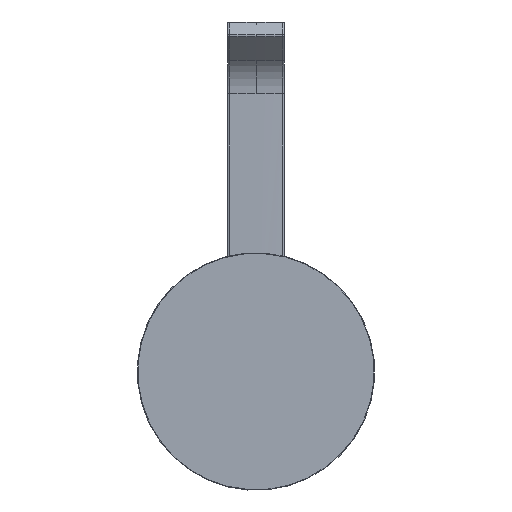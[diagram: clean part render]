
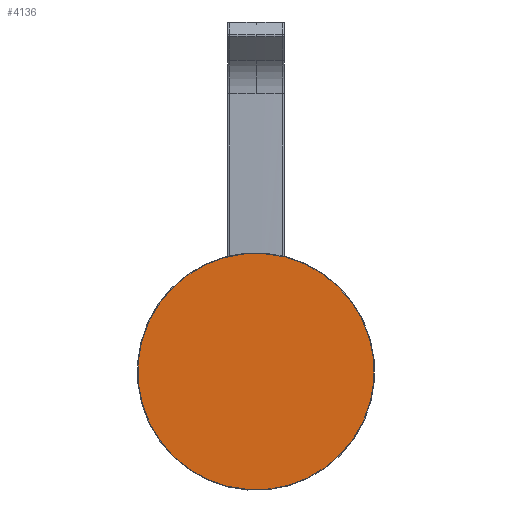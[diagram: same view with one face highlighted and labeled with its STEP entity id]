
A CAD part, front view. The second image highlights one B-rep face of the part: STEP entity #4136.
In plain terms, the highlighted planar face has unit normal (0, -1, 0).
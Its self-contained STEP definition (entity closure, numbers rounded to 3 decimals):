
#55 = AXIS2_PLACEMENT_3D ( 'NONE', #7130, #7176, #126 ) ;
#126 = DIRECTION ( 'NONE',  ( 0., 0., 1. ) ) ;
#180 = CARTESIAN_POINT ( 'NONE',  ( 0., 0., 0. ) ) ;
#624 = EDGE_LOOP ( 'NONE', ( #7282, #8777 ) ) ;
#846 = CARTESIAN_POINT ( 'NONE',  ( 0., 0., -67.2 ) ) ;
#896 = PLANE ( 'NONE',  #55 ) ;
#955 = EDGE_CURVE ( 'NONE', #6123, #3234, #9793, .T. ) ;
#1000 = DIRECTION ( 'NONE',  ( 0., 0., 1. ) ) ;
#1307 = AXIS2_PLACEMENT_3D ( 'NONE', #5408, #6987, #3730 ) ;
#1760 = EDGE_CURVE ( 'NONE', #3234, #6123, #3445, .T. ) ;
#3234 = VERTEX_POINT ( 'NONE', #846 ) ;
#3445 = CIRCLE ( 'NONE', #8834, 67.2 ) ;
#3730 = DIRECTION ( 'NONE',  ( 0., 0., 1. ) ) ;
#4136 = ADVANCED_FACE ( 'NONE', ( #7907 ), #896, .F. ) ;
#5408 = CARTESIAN_POINT ( 'NONE',  ( 0., 0., 0. ) ) ;
#6123 = VERTEX_POINT ( 'NONE', #6875 ) ;
#6875 = CARTESIAN_POINT ( 'NONE',  ( 0., 0., 67.2 ) ) ;
#6987 = DIRECTION ( 'NONE',  ( 0., -1., 0. ) ) ;
#7130 = CARTESIAN_POINT ( 'NONE',  ( 64.5, 0., 0. ) ) ;
#7176 = DIRECTION ( 'NONE',  ( 0., 1., 0. ) ) ;
#7282 = ORIENTED_EDGE ( 'NONE', *, *, #955, .T. ) ;
#7907 = FACE_OUTER_BOUND ( 'NONE', #624, .T. ) ;
#8167 = DIRECTION ( 'NONE',  ( 0., -1., 0. ) ) ;
#8777 = ORIENTED_EDGE ( 'NONE', *, *, #1760, .T. ) ;
#8834 = AXIS2_PLACEMENT_3D ( 'NONE', #180, #8167, #1000 ) ;
#9793 = CIRCLE ( 'NONE', #1307, 67.2 ) ;
